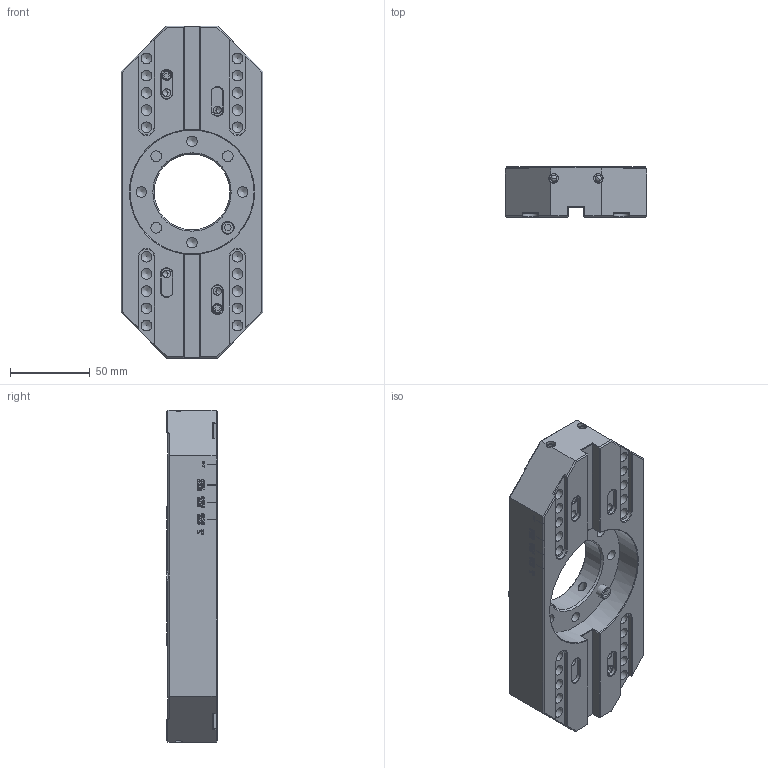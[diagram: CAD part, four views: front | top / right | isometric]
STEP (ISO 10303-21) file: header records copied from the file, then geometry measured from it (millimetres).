
FILE_DESCRIPTION(/* description */ ('LARGE DIA. EXTENSION BASE ASSY, SIZE 2'),/* implementation_level */ '2;1');
FILE_NAME(/* name */ '910-1150.stp',/* time_stamp */ '2018-12-10T15:41:31-05:00',/* author */ ('dhartman'),/* organization */ (''),/* preprocessor_version */ 'ST-DEVELOPER v17',/* originating_system */ 'Autodesk Inventor 2018',/* authorisation */ '');
FILE_SCHEMA (('AUTOMOTIVE_DESIGN { 1 0 10303 214 3 1 1 }'));
Products named in the file (5): 910-1150; 910-1150  Sheet 1 of 2; MB 600-060; 029-067; 029-087
Assembly tree (8 placements, depth 2):
  910-1150
    910-1150  Sheet 1 of 2
    MB 600-060  x4
    029-067  x2
    029-087
Bounding box: 88.9 x 31.75 x 208.15 mm (x, y, z)
Volume: 385341.5 mm3; surface area: 73409 mm2
Topology: 12 solids, 12 shells, 1969 faces, 5469 edges, 3619 vertices
Faces by surface type: plane 1150, bspline 622, cone 106, cylinder 78, sphere 13
Full cylindrical faces by diameter (mm): 4 x8, 4.762 x4, 4.928 x6, 6 x10, 6.045 x4, 6.655 x28, 8 x1, 47.625 x1, 77.813 x1, 87.63 x1
Entity records: 64952 total; most frequent: CARTESIAN_POINT 18828, ORIENTED_EDGE 10452, DIRECTION 6772, EDGE_CURVE 5226, LINE 3684, VECTOR 3684, VERTEX_POINT 3492, EDGE_LOOP 2068
